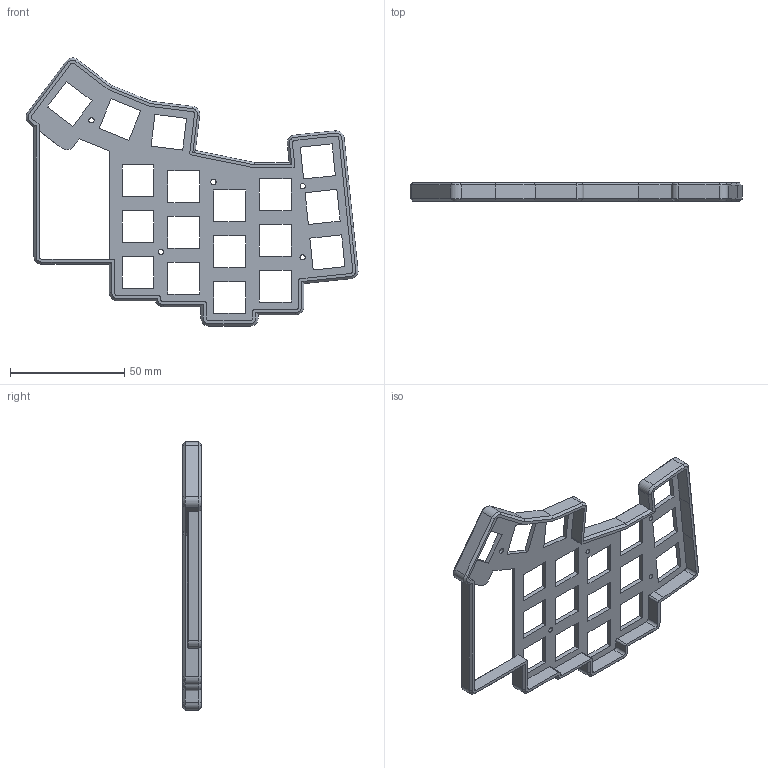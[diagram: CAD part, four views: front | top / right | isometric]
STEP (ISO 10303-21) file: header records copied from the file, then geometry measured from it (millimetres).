
FILE_DESCRIPTION(/* description */ ('','CAx-IF Rec.Pracs.---Representation and Presentation of Product Manufacturing Information (PMI)---4.0---2014-10-13'),/* implementation_level */ '2;1');
FILE_NAME(/* name */ 'void-choc-0.5.9-right.step',/* time_stamp */ '2024-11-24T21:55:54+08:00',/* author */ (''),/* organization */ (''),/* preprocessor_version */ 'ST-DEVELOPER v20',/* originating_system */ 'Autodesk Translation Framework v13.20.0.188',/* authorisation */ '');
FILE_SCHEMA (('AP242_MANAGED_MODEL_BASED_3D_ENGINEERING_MIM_LF { 1 0 10303 442 1 1 4 }'));
Length unit declared in the file: millimetre
Products named in the file (3): VOID Chocolate 0.5.9; VOID-Chocolate-0.5.9(Mirror); void-chocolate-0.5.8-case v2(Mirror)
Assembly tree (2 placements, depth 3):
  VOID Chocolate 0.5.9
    VOID-Chocolate-0.5.9(Mirror)
      void-chocolate-0.5.8-case v2(Mirror)
Bounding box: 145.46 x 8.1 x 117.49 mm (x, y, z)
Volume: 17686.6 mm3; surface area: 20153.4 mm2
Topology: 1 solids, 1 shells, 254 faces, 677 edges, 424 vertices
Faces by surface type: plane 186, cylinder 40, cone 28
Full cylindrical faces by diameter (mm): 2.3 x5
Entity records: 7936 total; most frequent: CARTESIAN_POINT 1373, ORIENTED_EDGE 1354, DIRECTION 1301, EDGE_CURVE 677, LINE 565, VECTOR 565, VERTEX_POINT 424, AXIS2_PLACEMENT_3D 368
